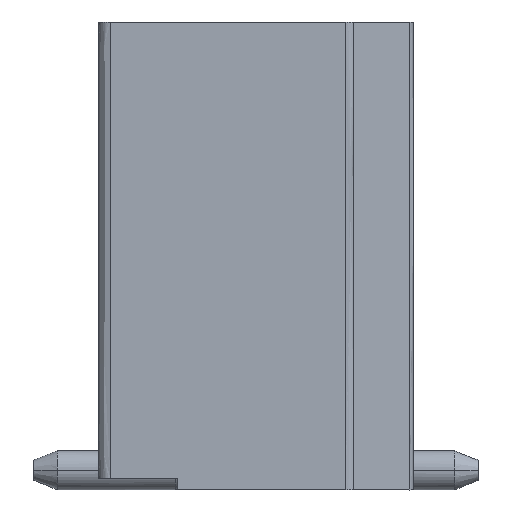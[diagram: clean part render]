
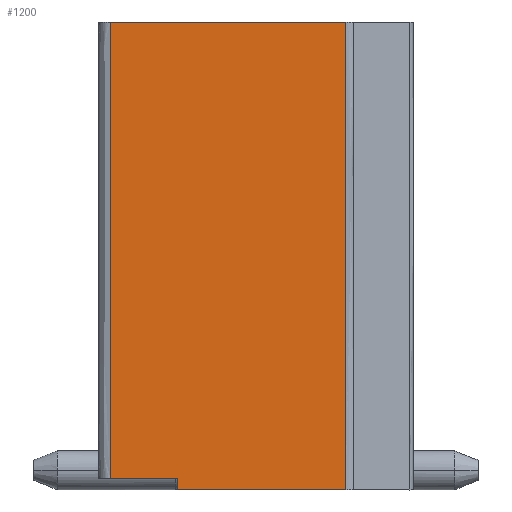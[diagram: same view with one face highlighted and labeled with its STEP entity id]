
A CAD part, left-side view. The second image highlights one B-rep face of the part: STEP entity #1200.
In plain terms, the highlighted planar face has unit normal (-1, 0, 0).
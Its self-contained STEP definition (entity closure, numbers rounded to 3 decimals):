
#53=CARTESIAN_POINT('',(-6.35,1.,-3.1));
#54=VERTEX_POINT('',#53);
#61=CARTESIAN_POINT('',(-6.35,1.,-2.95));
#62=VERTEX_POINT('',#61);
#63=CARTESIAN_POINT('',(-6.35,1.,-3.1));
#64=DIRECTION('',(0.,0.,1.));
#65=VECTOR('',#64,0.15);
#66=LINE('',#63,#65);
#67=EDGE_CURVE('',#54,#62,#66,.T.);
#134=CARTESIAN_POINT('',(-6.35,-1.138,-3.1));
#135=VERTEX_POINT('',#134);
#143=CARTESIAN_POINT('',(-6.35,-1.138,-3.1));
#144=DIRECTION('',(0.,1.,0.));
#145=VECTOR('',#144,2.138);
#146=LINE('',#143,#145);
#147=EDGE_CURVE('',#135,#54,#146,.T.);
#165=CARTESIAN_POINT('',(-6.35,1.85,-2.95));
#166=VERTEX_POINT('',#165);
#167=CARTESIAN_POINT('',(-6.35,1.,-2.95));
#168=DIRECTION('',(0.,1.,0.));
#169=VECTOR('',#168,0.85);
#170=LINE('',#167,#169);
#171=EDGE_CURVE('',#62,#166,#170,.T.);
#1168=CARTESIAN_POINT('',(-6.35,0.356,-0.125));
#1169=DIRECTION('',(0.,0.,1.));
#1170=DIRECTION('',(-1.,0.,0.));
#1171=AXIS2_PLACEMENT_3D('',#1168,#1170,#1169);
#1172=PLANE('',#1171);
#1173=ORIENTED_EDGE('',*,*,#171,.F.);
#1174=ORIENTED_EDGE('',*,*,#67,.F.);
#1175=ORIENTED_EDGE('',*,*,#147,.F.);
#1176=CARTESIAN_POINT('',(-6.35,-1.138,2.85));
#1177=VERTEX_POINT('',#1176);
#1178=CARTESIAN_POINT('',(-6.35,-1.138,-3.1));
#1179=DIRECTION('',(0.,0.,1.));
#1180=VECTOR('',#1179,5.95);
#1181=LINE('',#1178,#1180);
#1182=EDGE_CURVE('',#135,#1177,#1181,.T.);
#1183=ORIENTED_EDGE('E104',*,*,#1182,.T.);
#1184=CARTESIAN_POINT('',(-6.35,1.85,2.85));
#1185=VERTEX_POINT('',#1184);
#1186=CARTESIAN_POINT('',(-6.35,-1.138,2.85));
#1187=DIRECTION('',(0.,1.,0.));
#1188=VECTOR('',#1187,2.988);
#1189=LINE('',#1186,#1188);
#1190=EDGE_CURVE('',#1177,#1185,#1189,.T.);
#1191=ORIENTED_EDGE('E105',*,*,#1190,.T.);
#1192=CARTESIAN_POINT('',(-6.35,1.85,2.85));
#1193=DIRECTION('',(0.,0.,-1.));
#1194=VECTOR('',#1193,5.8);
#1195=LINE('',#1192,#1194);
#1196=EDGE_CURVE('',#1185,#166,#1195,.T.);
#1197=ORIENTED_EDGE('E106',*,*,#1196,.T.);
#1198=EDGE_LOOP('',(#1173,#1174,#1175,#1183,#1191,#1197));
#1199=FACE_OUTER_BOUND('',#1198,.T.);
#1200=ADVANCED_FACE('F31',(#1199),#1172,.T.);
